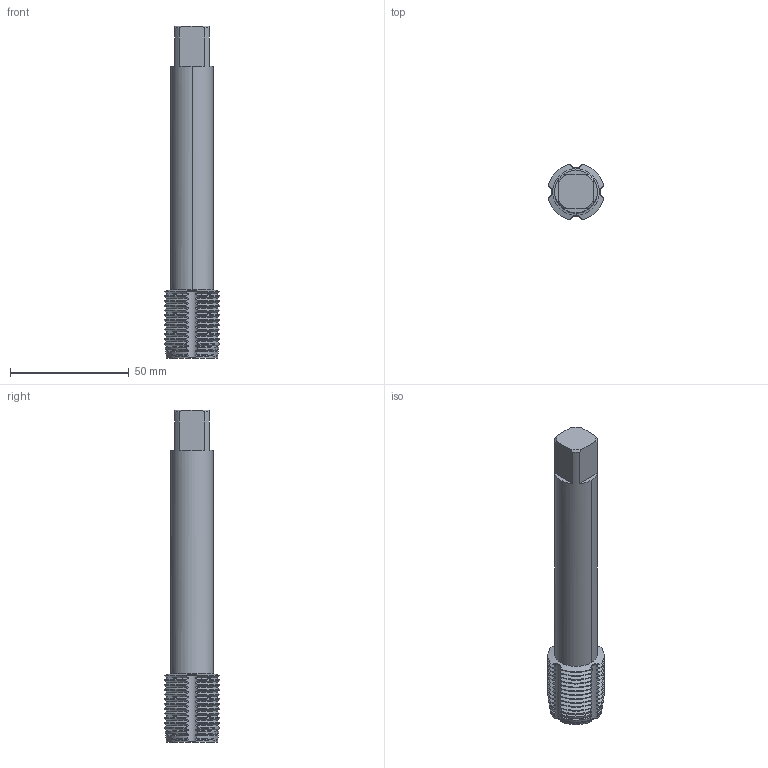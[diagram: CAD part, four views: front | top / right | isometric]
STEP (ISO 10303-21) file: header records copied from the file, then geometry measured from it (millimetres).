
FILE_DESCRIPTION(('no description'),'unknown implementation level');
FILE_NAME('solidK_pcKZVKTv_uUxk1VtZNsQOugAk_1.STP',' ',('CIM GmbH Aachen'),('CADClick - KiM GmbH - www.kimweb.de'),'unknown preprocess','ACIS','unknown authorization');
FILE_SCHEMA(('automotive_design'));
Length unit declared in the file: millimetre
Products named in the file (2): 1; 2
Bounding box: 23.43 x 23.43 x 140 mm (x, y, z)
Volume: 38579.6 mm3; surface area: 13809.7 mm2
Topology: 2 solids, 2 shells, 289 faces, 847 edges, 562 vertices
Faces by surface type: cone 142, cylinder 122, plane 17, torus 8
Entity records: 21196 total; most frequent: CARTESIAN_POINT 4427, STYLED_ITEM 1700, PRESENTATION_STYLE_ASSIGNMENT 1700, COLOUR_RGB 1700, ORIENTED_EDGE 1694, DIRECTION 1423, EDGE_CURVE 847, CURVE_STYLE 847
